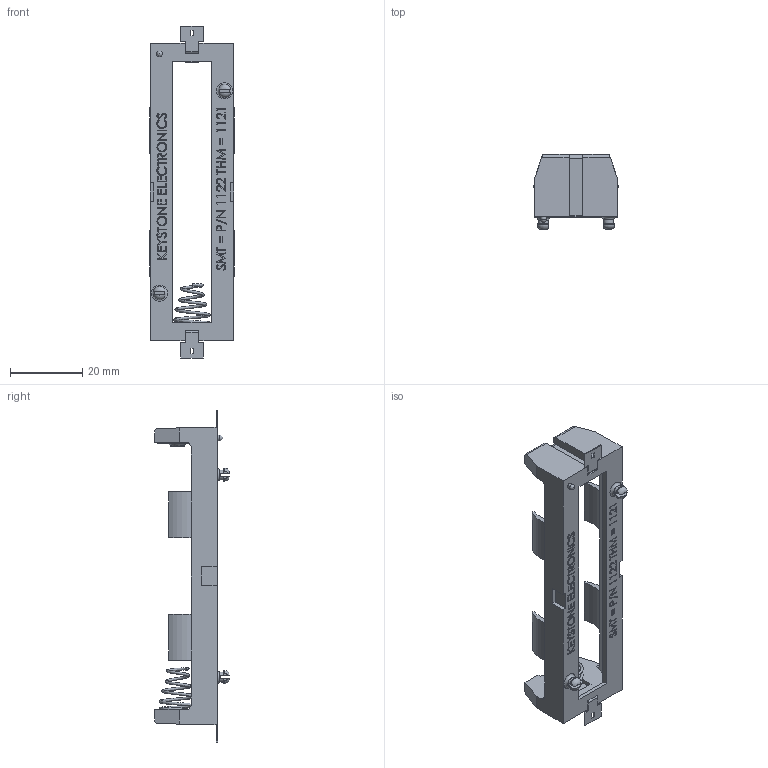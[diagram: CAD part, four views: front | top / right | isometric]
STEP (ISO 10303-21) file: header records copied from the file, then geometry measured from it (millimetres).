
FILE_DESCRIPTION (( 'STEP AP214' ), '1' );
FILE_NAME ('1122.STEP', '2020-10-22T15:17:43', ( '' ), ( '' ), 'SwSTEP 2.0', 'SolidWorks 2013', '' );
FILE_SCHEMA (( 'AUTOMOTIVE_DESIGN' ));
Length unit declared in the file: inch
Products named in the file (1): 1122
Bounding box: 23.28 x 20.7 x 91.74 mm (x, y, z)
Volume: 7160.5 mm3; surface area: 7827.9 mm2
Topology: 5 solids, 5 shells, 729 faces, 1909 edges, 1243 vertices
Faces by surface type: plane 548, bspline 111, cylinder 45, torus 19, cone 5, sphere 1
Full cylindrical faces by diameter (mm): 1.575 x1, 1.778 x1, 2.184 x1, 2.261 x1, 2.921 x2, 3.81 x2, 5.588 x1
Entity records: 38583 total; most frequent: CARTESIAN_POINT 11946, ORIENTED_EDGE 3740, DIRECTION 2991, EDGE_CURVE 1870, VECTOR 1503, LINE 1503, VERTEX_POINT 1237, EDGE_LOOP 825
